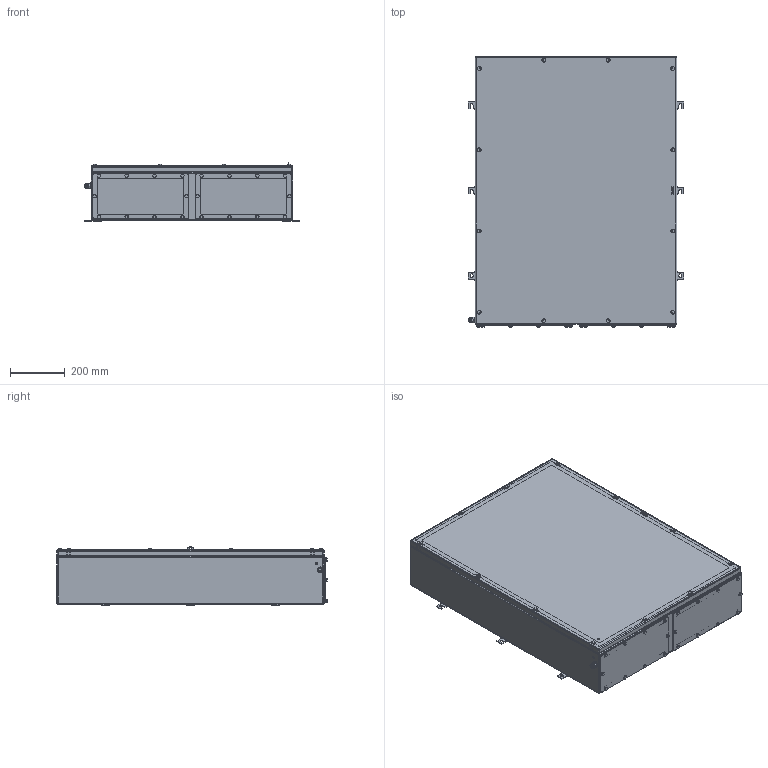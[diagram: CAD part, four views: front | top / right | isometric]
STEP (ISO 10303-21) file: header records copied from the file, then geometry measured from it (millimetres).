
FILE_DESCRIPTION(('CATIA V5 STEP Exchange','CAx-IF Rec.Pracs.--- Model Styling and Organization---1.4--- 2014-01-23'),'2;1');
FILE_NAME ('008600-6_3_1195610000_1195610000.stp','2019-09-24T06:09:22+00:00',('none'),('Weidmueller'),'CATIA Version 5-6 Release 2016 SP3 HF44','CATIA V5 STEP AP214','none');
FILE_SCHEMA(('AUTOMOTIVE_DESIGN { 1 0 10303 214 1 1 1 1 }'));
Products named in the file (1): 1195610000
Bounding box: 791 x 991 x 214.9 mm (x, y, z)
Volume: 4054691.9 mm3; surface area: 4939850.3 mm2
Topology: 101 solids, 101 shells, 3653 faces, 8574 edges, 5049 vertices
Faces by surface type: cylinder 1585, plane 1304, torus 278, cone 206, sphere 200, bspline 80
Entity records: 103567 total; most frequent: CARTESIAN_POINT 25569, ORIENTED_EDGE 16600, DIRECTION 13672, EDGE_CURVE 8300, AXIS2_PLACEMENT_3D 6294, VERTEX_POINT 5049, VECTOR 4467, LINE 4467
